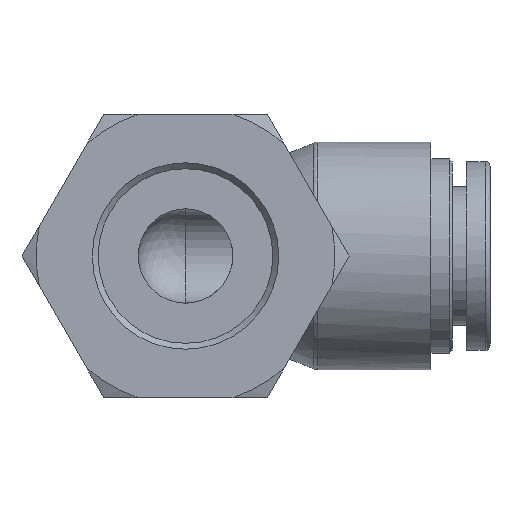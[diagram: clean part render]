
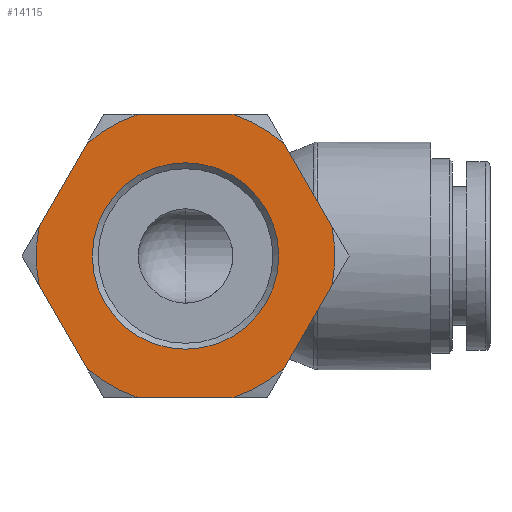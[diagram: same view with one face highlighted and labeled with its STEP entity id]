
A CAD part, front view. The second image highlights one B-rep face of the part: STEP entity #14115.
In plain terms, the highlighted face is planar.
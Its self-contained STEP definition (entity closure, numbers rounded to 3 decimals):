
#13980=CARTESIAN_POINT('',(-33.3,0.,-7.9));
#13981=VERTEX_POINT('',#13980);
#13982=CARTESIAN_POINT('',(-33.3,0.,0.0));
#13983=DIRECTION('',(-1.0,0.0,0.0));
#13984=DIRECTION('',(0.0,0.0,1.0));
#13985=AXIS2_PLACEMENT_3D('',#13982,#13983,#13984);
#13986=CIRCLE('',#13985,7.9);
#13987=EDGE_CURVE('',#13981,#13981,#13986,.T.);
#14003=CARTESIAN_POINT('',(-33.3,11.239,0.0));
#14004=DIRECTION('',(-1.0,0.0,0.0));
#14005=DIRECTION('',(0.0,0.0,1.0));
#14006=AXIS2_PLACEMENT_3D('',#14003,#14004,#14005);
#14007=PLANE('',#14006);
#14008=CARTESIAN_POINT('',(-33.3,12.404,2.516));
#14009=VERTEX_POINT('',#14008);
#14010=CARTESIAN_POINT('',(-33.3,12.404,-2.516));
#14011=VERTEX_POINT('',#14010);
#14012=CARTESIAN_POINT('',(-33.3,0.,0.0));
#14013=DIRECTION('',(-1.0,0.0,0.0));
#14014=DIRECTION('',(0.0,1.0,0.0));
#14015=AXIS2_PLACEMENT_3D('',#14012,#14013,#14014);
#14016=CIRCLE('',#14015,12.656);
#14017=EDGE_CURVE('',#14009,#14011,#14016,.T.);
#14018=ORIENTED_EDGE('',*,*,#14017,.T.);
#14019=CARTESIAN_POINT('',(-33.3,8.381,-9.484));
#14020=VERTEX_POINT('',#14019);
#14021=CARTESIAN_POINT('',(-33.3,8.381,-9.484));
#14022=DIRECTION('',(0.0,0.5,0.866));
#14023=VECTOR('',#14022,8.046);
#14024=LINE('',#14021,#14023);
#14025=EDGE_CURVE('',#14020,#14011,#14024,.T.);
#14026=ORIENTED_EDGE('',*,*,#14025,.F.);
#14027=CARTESIAN_POINT('',(-33.3,4.023,-12.));
#14028=VERTEX_POINT('',#14027);
#14029=CARTESIAN_POINT('',(-33.3,0.,0.0));
#14030=DIRECTION('',(-1.0,0.0,0.0));
#14031=DIRECTION('',(0.0,1.0,0.0));
#14032=AXIS2_PLACEMENT_3D('',#14029,#14030,#14031);
#14033=CIRCLE('',#14032,12.656);
#14034=EDGE_CURVE('',#14020,#14028,#14033,.T.);
#14035=ORIENTED_EDGE('',*,*,#14034,.T.);
#14036=CARTESIAN_POINT('',(-33.3,-4.023,-12.));
#14037=VERTEX_POINT('',#14036);
#14038=CARTESIAN_POINT('',(-33.3,-4.023,-12.));
#14039=DIRECTION('',(0.0,1.0,0.0));
#14040=VECTOR('',#14039,8.046);
#14041=LINE('',#14038,#14040);
#14042=EDGE_CURVE('',#14037,#14028,#14041,.T.);
#14043=ORIENTED_EDGE('',*,*,#14042,.F.);
#14044=CARTESIAN_POINT('',(-33.3,-8.381,-9.484));
#14045=VERTEX_POINT('',#14044);
#14046=CARTESIAN_POINT('',(-33.3,0.,0.0));
#14047=DIRECTION('',(-1.0,0.0,0.0));
#14048=DIRECTION('',(0.0,1.0,0.0));
#14049=AXIS2_PLACEMENT_3D('',#14046,#14047,#14048);
#14050=CIRCLE('',#14049,12.656);
#14051=EDGE_CURVE('',#14037,#14045,#14050,.T.);
#14052=ORIENTED_EDGE('',*,*,#14051,.T.);
#14053=CARTESIAN_POINT('',(-33.3,-12.404,-2.516));
#14054=VERTEX_POINT('',#14053);
#14055=CARTESIAN_POINT('',(-33.3,-12.404,-2.516));
#14056=DIRECTION('',(0.0,0.5,-0.866));
#14057=VECTOR('',#14056,8.046);
#14058=LINE('',#14055,#14057);
#14059=EDGE_CURVE('',#14054,#14045,#14058,.T.);
#14060=ORIENTED_EDGE('',*,*,#14059,.F.);
#14061=CARTESIAN_POINT('',(-33.3,-12.404,2.516));
#14062=VERTEX_POINT('',#14061);
#14063=CARTESIAN_POINT('',(-33.3,0.,0.0));
#14064=DIRECTION('',(-1.0,0.0,0.0));
#14065=DIRECTION('',(0.0,1.0,0.0));
#14066=AXIS2_PLACEMENT_3D('',#14063,#14064,#14065);
#14067=CIRCLE('',#14066,12.656);
#14068=EDGE_CURVE('',#14054,#14062,#14067,.T.);
#14069=ORIENTED_EDGE('',*,*,#14068,.T.);
#14070=CARTESIAN_POINT('',(-33.3,-8.381,9.484));
#14071=VERTEX_POINT('',#14070);
#14072=CARTESIAN_POINT('',(-33.3,-8.381,9.484));
#14073=DIRECTION('',(0.0,-0.5,-0.866));
#14074=VECTOR('',#14073,8.046);
#14075=LINE('',#14072,#14074);
#14076=EDGE_CURVE('',#14071,#14062,#14075,.T.);
#14077=ORIENTED_EDGE('',*,*,#14076,.F.);
#14078=CARTESIAN_POINT('',(-33.3,-4.023,12.));
#14079=VERTEX_POINT('',#14078);
#14080=CARTESIAN_POINT('',(-33.3,0.,0.0));
#14081=DIRECTION('',(-1.0,0.0,0.0));
#14082=DIRECTION('',(0.0,1.0,0.0));
#14083=AXIS2_PLACEMENT_3D('',#14080,#14081,#14082);
#14084=CIRCLE('',#14083,12.656);
#14085=EDGE_CURVE('',#14071,#14079,#14084,.T.);
#14086=ORIENTED_EDGE('',*,*,#14085,.T.);
#14087=CARTESIAN_POINT('',(-33.3,4.023,12.));
#14088=VERTEX_POINT('',#14087);
#14089=CARTESIAN_POINT('',(-33.3,4.023,12.));
#14090=DIRECTION('',(0.0,-1.0,0.0));
#14091=VECTOR('',#14090,8.046);
#14092=LINE('',#14089,#14091);
#14093=EDGE_CURVE('',#14088,#14079,#14092,.T.);
#14094=ORIENTED_EDGE('',*,*,#14093,.F.);
#14095=CARTESIAN_POINT('',(-33.3,8.381,9.484));
#14096=VERTEX_POINT('',#14095);
#14097=CARTESIAN_POINT('',(-33.3,0.,0.0));
#14098=DIRECTION('',(-1.0,0.0,0.0));
#14099=DIRECTION('',(0.0,1.0,0.0));
#14100=AXIS2_PLACEMENT_3D('',#14097,#14098,#14099);
#14101=CIRCLE('',#14100,12.656);
#14102=EDGE_CURVE('',#14088,#14096,#14101,.T.);
#14103=ORIENTED_EDGE('',*,*,#14102,.T.);
#14104=CARTESIAN_POINT('',(-33.3,12.404,2.516));
#14105=DIRECTION('',(0.0,-0.5,0.866));
#14106=VECTOR('',#14105,8.046);
#14107=LINE('',#14104,#14106);
#14108=EDGE_CURVE('',#14009,#14096,#14107,.T.);
#14109=ORIENTED_EDGE('',*,*,#14108,.F.);
#14110=EDGE_LOOP('',(#14018,#14026,#14035,#14043,#14052,#14060,#14069,#14077,#14086,#14094,#14103,#14109));
#14111=FACE_OUTER_BOUND('',#14110,.T.);
#14112=ORIENTED_EDGE('',*,*,#13987,.F.);
#14113=EDGE_LOOP('',(#14112));
#14114=FACE_BOUND('',#14113,.T.);
#14115=ADVANCED_FACE('',(#14111,#14114),#14007,.T.);
